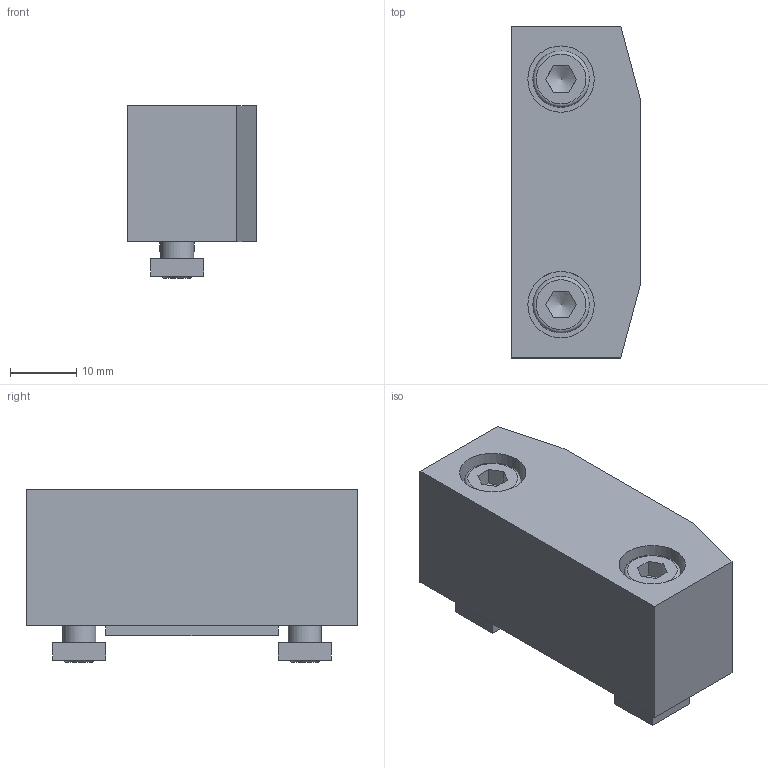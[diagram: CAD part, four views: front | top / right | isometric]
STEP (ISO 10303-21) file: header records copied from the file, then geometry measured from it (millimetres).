
FILE_DESCRIPTION(/* description */ (''),/* implementation_level */ '2;1');
FILE_NAME(/* name */ 'CAD_40652.stp',/* time_stamp */ '2016-03-19T10:49:18+01:00',/* author */ ('Hypex'),/* organization */ ('Hypex'),/* preprocessor_version */ 'ST-DEVELOPER v16.1',/* originating_system */ 'Autodesk Inventor 2016',/* authorisation */ '');
FILE_SCHEMA (('AUTOMOTIVE_DESIGN { 1 0 10303 214 3 1 1 }'));
Length unit declared in the file: millimetre
Products named in the file (1): CAD_40652
Bounding box: 19.5 x 50 x 26 mm (x, y, z)
Volume: 19373 mm3; surface area: 6817.2 mm2
Topology: 1 solids, 1 shells, 65 faces, 148 edges, 98 vertices
Faces by surface type: plane 45, cylinder 8, cone 8, torus 4
Full cylindrical faces by diameter (mm): 5 x2, 5.5 x2, 8.5 x2, 10 x2
Entity records: 1700 total; most frequent: CARTESIAN_POINT 296, DIRECTION 266, ORIENTED_EDGE 236, EDGE_CURVE 118, EDGE_LOOP 98, AXIS2_PLACEMENT_3D 94, VERTEX_POINT 88, LINE 78
